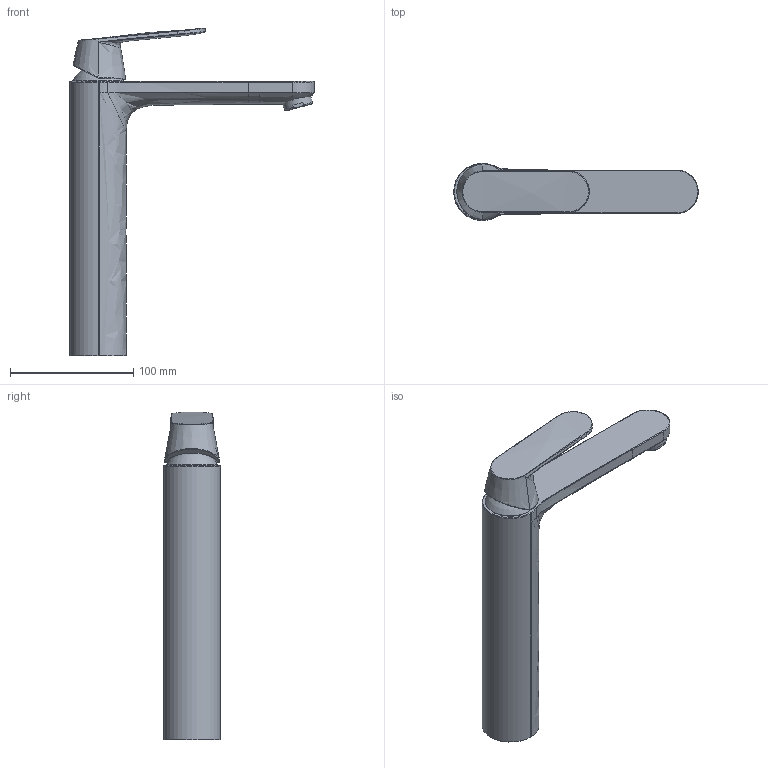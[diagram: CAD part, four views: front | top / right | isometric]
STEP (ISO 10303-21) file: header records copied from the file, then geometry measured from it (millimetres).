
FILE_DESCRIPTION(/* description */ ('Unknown'),/* implementation_level */ '2;1');
FILE_NAME(/* name */ '23921000',/* time_stamp */ '2022-09-08T06:03:25+02:00',/* author */ ('Unknown'),/* organization */ ('GROHE AG'),/* preprocessor_version */ 'ST-DEVELOPER v16.7',/* originating_system */ 'DEX',/* authorisation */ $);
FILE_SCHEMA (('AUTOMOTIVE_DESIGN {1 0 10303 214 3 1 1}'));
Length unit declared in the file: millimetre
Products named in the file (5): 23921000; 23921000_0; A4285550 basin mixer090910_0; 23921000_1
Assembly tree (4 placements, depth 2):
  23921000
    23921000
    23921000_0
    A4285550 basin mixer090910_0
    23921000_1
Bounding box: 198.5 x 45.99 x 266.07 mm (x, y, z)
Volume: 198381.2 mm3; surface area: 114439.5 mm2
Topology: 4 solids, 8 shells, 370 faces, 872 edges, 513 vertices
Faces by surface type: bspline 157, cylinder 81, plane 74, torus 25, cone 17, sphere 16
Full cylindrical faces by diameter (mm): 4.2 x2, 4.917 x1, 20.1 x2, 20.9 x1, 21.1 x1, 22.4 x2, 23.6 x1, 24 x1, 27.039 x1, 34.5 x1, 36 x1, 36.376 x2, 36.4 x1, 36.8 x1, 36.917 x1, 37.2 x1, 38.9 x2, 39 x2, 39.5 x1, 40 x2, 41.3 x1
Entity records: 22864 total; most frequent: CARTESIAN_POINT 13280, ORIENTED_EDGE 1552, DIRECTION 1136, EDGE_CURVE 776, AXIS2_PLACEMENT_3D 505, VERTEX_POINT 484, EDGE_LOOP 440, FACE_BOUND 440
